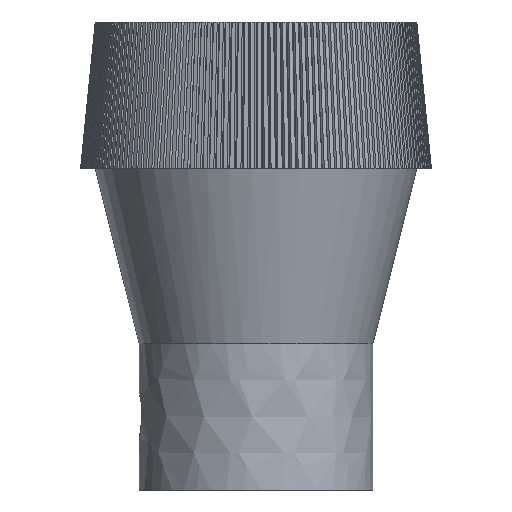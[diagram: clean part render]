
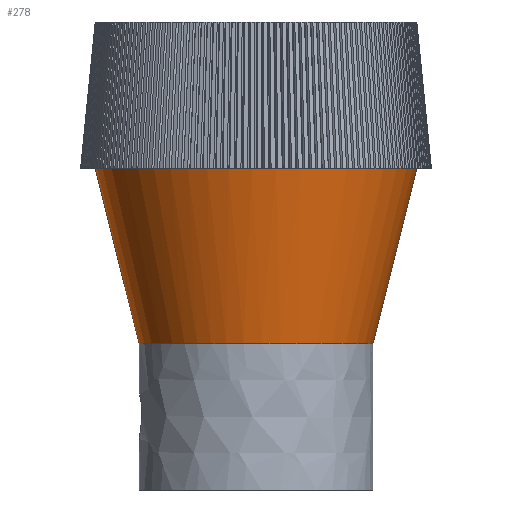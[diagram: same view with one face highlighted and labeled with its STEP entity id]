
A CAD part, left-side view. The second image highlights one B-rep face of the part: STEP entity #278.
In plain terms, the highlighted free-form (B-spline) face has degree [2, 1] with [7, 2] control points.
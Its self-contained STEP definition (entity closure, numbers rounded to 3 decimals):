
#24 = VERTEX_POINT('',#25);
#25 = CARTESIAN_POINT('',(0.,-5.358,6.698));
#41 = EDGE_CURVE('',#24,#24,#42,.T.);
#42 = ( BOUNDED_CURVE() B_SPLINE_CURVE(2,(#43,#44,#45,#46,#47,#48,#49),
.UNSPECIFIED.,.T.,.F.) B_SPLINE_CURVE_WITH_KNOTS((1,2,2,2,2,1),(
    -2.094,0.,2.094,4.189,6.283,
8.378),.UNSPECIFIED.) CURVE() GEOMETRIC_REPRESENTATION_ITEM() 
RATIONAL_B_SPLINE_CURVE((1.,0.5,1.,0.5,1.,0.5,1.)) REPRESENTATION_ITEM(
  '') );
#43 = CARTESIAN_POINT('',(0.,-5.358,6.698));
#44 = CARTESIAN_POINT('',(9.28,-5.358,6.698)
  );
#45 = CARTESIAN_POINT('',(4.64,2.679,6.698)
  );
#46 = CARTESIAN_POINT('',(0.,10.716,
    6.698));
#47 = CARTESIAN_POINT('',(-4.64,2.679,6.698)
  );
#48 = CARTESIAN_POINT('',(-9.28,-5.358,6.698
    ));
#49 = CARTESIAN_POINT('',(0.,-5.358,6.698));
#278 = ADVANCED_FACE('',(#279),#300,.T.);
#279 = FACE_BOUND('',#280,.T.);
#280 = EDGE_LOOP('',(#281,#282,#289,#299));
#281 = ORIENTED_EDGE('',*,*,#41,.T.);
#282 = ORIENTED_EDGE('',*,*,#283,.T.);
#283 = EDGE_CURVE('',#24,#284,#286,.T.);
#284 = VERTEX_POINT('',#285);
#285 = CARTESIAN_POINT('',(0.,-7.367,14.735));
#286 = B_SPLINE_CURVE_WITH_KNOTS('',1,(#287,#288),.UNSPECIFIED.,.F.,.F.,
  (2,2),(0.,6.185),.PIECEWISE_BEZIER_KNOTS.);
#287 = CARTESIAN_POINT('',(0.,-5.358,6.698));
#288 = CARTESIAN_POINT('',(0.,-7.367,14.735));
#289 = ORIENTED_EDGE('',*,*,#290,.F.);
#290 = EDGE_CURVE('',#284,#284,#291,.T.);
#291 = ( BOUNDED_CURVE() B_SPLINE_CURVE(2,(#292,#293,#294,#295,#296,#297
,#298),.UNSPECIFIED.,.T.,.F.) B_SPLINE_CURVE_WITH_KNOTS((1,2,2,2,2,1),(
    -2.094,0.,2.094,4.189,6.283,
8.378),.UNSPECIFIED.) CURVE() GEOMETRIC_REPRESENTATION_ITEM() 
RATIONAL_B_SPLINE_CURVE((1.,0.5,1.,0.5,1.,0.5,1.)) REPRESENTATION_ITEM(
  '') );
#292 = CARTESIAN_POINT('',(0.,-7.367,14.735));
#293 = CARTESIAN_POINT('',(12.761,-7.367,14.735)
  );
#294 = CARTESIAN_POINT('',(6.38,3.684,14.735)
  );
#295 = CARTESIAN_POINT('',(0.,14.735,
    14.735));
#296 = CARTESIAN_POINT('',(-6.38,3.684,14.735)
  );
#297 = CARTESIAN_POINT('',(-12.761,-7.367,14.735)
  );
#298 = CARTESIAN_POINT('',(0.,-7.367,14.735));
#299 = ORIENTED_EDGE('',*,*,#283,.F.);
#300 = ( BOUNDED_SURFACE() B_SPLINE_SURFACE(2,1,(
    (#301,#302)
    ,(#303,#304)
    ,(#305,#306)
    ,(#307,#308)
    ,(#309,#310)
    ,(#311,#312)
,(#313,#314
    )),.UNSPECIFIED.,.T.,.F.,.F.) B_SPLINE_SURFACE_WITH_KNOTS((1,2,2,2,2
    ,1),(2,2),(-2.094,0.,2.094,4.189,
    6.283,8.378),(0.,6.185),.UNSPECIFIED.) 
GEOMETRIC_REPRESENTATION_ITEM() RATIONAL_B_SPLINE_SURFACE((
    (1.,1.)
    ,(0.5,0.5)
    ,(1.,1.)
    ,(0.5,0.5)
    ,(1.,1.)
    ,(0.5,0.5)
,(1.,1.))) REPRESENTATION_ITEM('') SURFACE() );
#301 = CARTESIAN_POINT('',(0.,-5.358,6.698));
#302 = CARTESIAN_POINT('',(0.,-7.367,14.735));
#303 = CARTESIAN_POINT('',(9.28,-5.358,6.698
    ));
#304 = CARTESIAN_POINT('',(12.761,-7.367,14.735
    ));
#305 = CARTESIAN_POINT('',(4.64,2.679,6.698)
  );
#306 = CARTESIAN_POINT('',(6.38,3.684,14.735)
  );
#307 = CARTESIAN_POINT('',(0.,10.716,
    6.698));
#308 = CARTESIAN_POINT('',(0.,14.735,
    14.735));
#309 = CARTESIAN_POINT('',(-4.64,2.679,6.698
    ));
#310 = CARTESIAN_POINT('',(-6.38,3.684,14.735)
  );
#311 = CARTESIAN_POINT('',(-9.28,-5.358,
    6.698));
#312 = CARTESIAN_POINT('',(-12.761,-7.367,14.735
    ));
#313 = CARTESIAN_POINT('',(0.,-5.358,6.698));
#314 = CARTESIAN_POINT('',(0.,-7.367,14.735));
